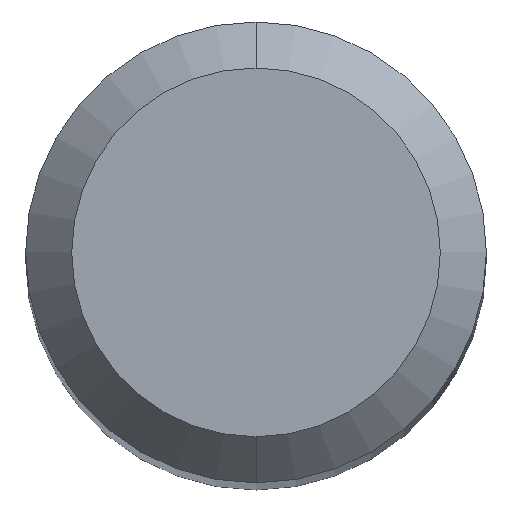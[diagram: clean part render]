
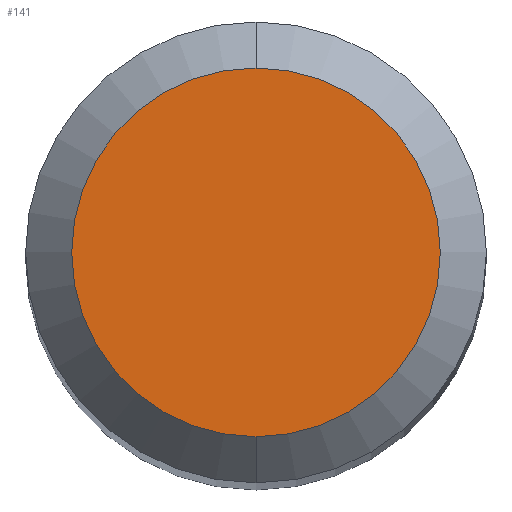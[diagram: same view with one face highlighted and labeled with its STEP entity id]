
A CAD part, top view. The second image highlights one B-rep face of the part: STEP entity #141.
In plain terms, the highlighted planar face has unit normal (0, 0, 1).
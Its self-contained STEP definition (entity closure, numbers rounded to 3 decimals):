
#141=ADVANCED_FACE('',(#299),#300,.T.);
#143=EDGE_CURVE('',#151,#223,#302,.T.);
#151=VERTEX_POINT('',#310);
#171=EDGE_CURVE('',#223,#151,#332,.T.);
#223=VERTEX_POINT('',#390);
#299=FACE_OUTER_BOUND('',#469,.T.);
#300=PLANE('',#470);
#302=CIRCLE('',#473,1.2);
#310=CARTESIAN_POINT('',(0.,-1.2,0.0));
#332=CIRCLE('',#512,1.2);
#390=CARTESIAN_POINT('',(0.0,1.2,0.0));
#469=EDGE_LOOP('',(#675,#676));
#470=AXIS2_PLACEMENT_3D('',#677,#678,#679);
#473=AXIS2_PLACEMENT_3D('',#680,#681,#682);
#512=AXIS2_PLACEMENT_3D('',#710,#711,#712);
#675=ORIENTED_EDGE('',*,*,#171,.F.);
#676=ORIENTED_EDGE('',*,*,#143,.F.);
#677=CARTESIAN_POINT('',(0.0,0.6,0.0));
#678=DIRECTION('',(-0.0,0.0,1.0));
#679=DIRECTION('',(0.0,-1.0,0.0));
#680=CARTESIAN_POINT('',(0.0,0.0,0.0));
#681=DIRECTION('',(0.0,0.0,-1.0));
#682=DIRECTION('',(0.0,1.0,0.0));
#710=CARTESIAN_POINT('',(0.0,0.0,0.0));
#711=DIRECTION('',(0.0,0.0,-1.0));
#712=DIRECTION('',(0.0,1.0,0.0));
